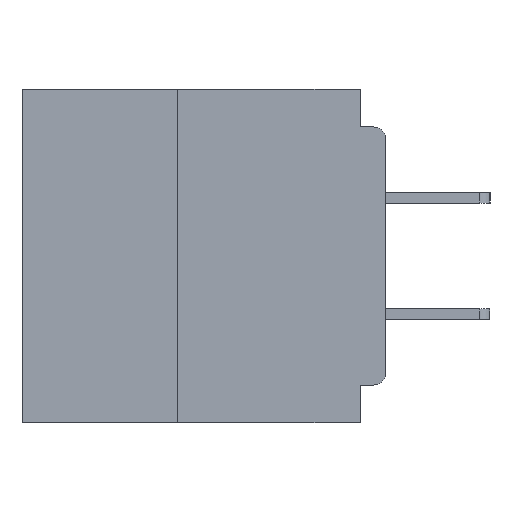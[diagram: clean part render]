
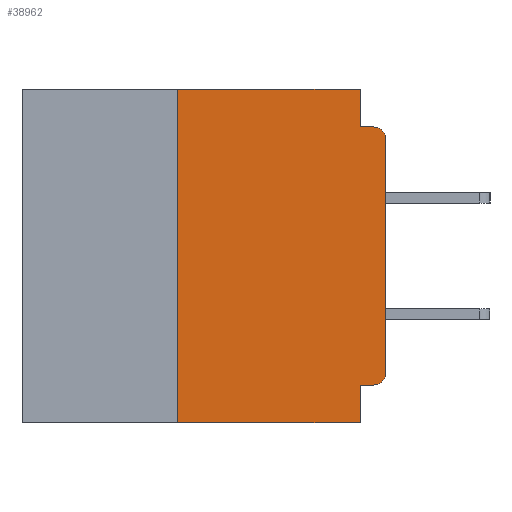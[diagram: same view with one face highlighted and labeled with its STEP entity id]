
A CAD part, left-side view. The second image highlights one B-rep face of the part: STEP entity #38962.
In plain terms, the highlighted planar face has unit normal (-1, 0, 0).
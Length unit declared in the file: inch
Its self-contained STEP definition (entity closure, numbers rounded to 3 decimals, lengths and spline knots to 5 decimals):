
#69 = DIRECTION ( 'NONE',  ( 0., 0., -1. ) ) ;
#1547 = VECTOR ( 'NONE', #41599, 39.37008 ) ;
#1616 = LINE ( 'NONE', #38484, #50079 ) ;
#2222 = ORIENTED_EDGE ( 'NONE', *, *, #16463, .T. ) ;
#2387 = VECTOR ( 'NONE', #25335, 39.37008 ) ;
#3973 = ORIENTED_EDGE ( 'NONE', *, *, #9830, .F. ) ;
#4029 = CIRCLE ( 'NONE', #44215, 0.015 ) ;
#4197 = CARTESIAN_POINT ( 'NONE',  ( 0., 0.031, -0.355 ) ) ;
#4468 = VECTOR ( 'NONE', #69, 39.37008 ) ;
#4749 = VERTEX_POINT ( 'NONE', #49961 ) ;
#4757 = LINE ( 'NONE', #18461, #25865 ) ;
#5916 = EDGE_CURVE ( 'NONE', #16807, #4749, #21413, .T. ) ;
#6287 = DIRECTION ( 'NONE',  ( -1., 0., 0. ) ) ;
#6585 = PLANE ( 'NONE',  #16700 ) ;
#8647 = CARTESIAN_POINT ( 'NONE',  ( 0., 0.437, 0. ) ) ;
#9342 = ORIENTED_EDGE ( 'NONE', *, *, #5916, .F. ) ;
#9830 = EDGE_CURVE ( 'NONE', #27904, #43002, #21646, .T. ) ;
#9925 = DIRECTION ( 'NONE',  ( 0., 0., 1. ) ) ;
#10588 = CARTESIAN_POINT ( 'NONE',  ( 0., 0.437, 0. ) ) ;
#10943 = CARTESIAN_POINT ( 'NONE',  ( 0., 0., -0.34 ) ) ;
#11113 = VECTOR ( 'NONE', #28435, 39.37008 ) ;
#11877 = FACE_OUTER_BOUND ( 'NONE', #17188, .T. ) ;
#12444 = EDGE_CURVE ( 'NONE', #50383, #30320, #4029, .T. ) ;
#14034 = EDGE_CURVE ( 'NONE', #43002, #46099, #34738, .T. ) ;
#14193 = CARTESIAN_POINT ( 'NONE',  ( 0., 0.031, -0.4 ) ) ;
#14607 = DIRECTION ( 'NONE',  ( 1., 0., 0. ) ) ;
#15948 = DIRECTION ( 'NONE',  ( -1., 0., 0. ) ) ;
#16445 = LINE ( 'NONE', #45285, #46322 ) ;
#16463 = EDGE_CURVE ( 'NONE', #22953, #4749, #4757, .T. ) ;
#16700 = AXIS2_PLACEMENT_3D ( 'NONE', #10588, #14607, #41988 ) ;
#16807 = VERTEX_POINT ( 'NONE', #4197 ) ;
#17188 = EDGE_LOOP ( 'NONE', ( #45543, #29340, #49860, #45467, #3973, #43235, #2222, #9342, #28705, #46948 ) ) ;
#18231 = EDGE_CURVE ( 'NONE', #33372, #47412, #33626, .T. ) ;
#18461 = CARTESIAN_POINT ( 'NONE',  ( 0., 0.437, -0.4 ) ) ;
#21413 = LINE ( 'NONE', #14193, #1547 ) ;
#21646 = LINE ( 'NONE', #8647, #11113 ) ;
#22953 = VERTEX_POINT ( 'NONE', #42980 ) ;
#23865 = CARTESIAN_POINT ( 'NONE',  ( 0., 0.031, 0. ) ) ;
#24445 = CARTESIAN_POINT ( 'NONE',  ( 0., 0.25, 0. ) ) ;
#25335 = DIRECTION ( 'NONE',  ( 0., 0., 1. ) ) ;
#25865 = VECTOR ( 'NONE', #41852, 39.37008 ) ;
#27904 = VERTEX_POINT ( 'NONE', #24445 ) ;
#28340 = EDGE_CURVE ( 'NONE', #30320, #33372, #33940, .T. ) ;
#28435 = DIRECTION ( 'NONE',  ( 0., -1., 0. ) ) ;
#28705 = ORIENTED_EDGE ( 'NONE', *, *, #45359, .F. ) ;
#29340 = ORIENTED_EDGE ( 'NONE', *, *, #18231, .T. ) ;
#30004 = CARTESIAN_POINT ( 'NONE',  ( 0., 0.015, -0.06 ) ) ;
#30320 = VERTEX_POINT ( 'NONE', #10943 ) ;
#30516 = CARTESIAN_POINT ( 'NONE',  ( 0., 0.031, -0.045 ) ) ;
#30664 = CARTESIAN_POINT ( 'NONE',  ( 0., 0., -0.06 ) ) ;
#31335 = AXIS2_PLACEMENT_3D ( 'NONE', #30004, #6287, #33921 ) ;
#33372 = VERTEX_POINT ( 'NONE', #30664 ) ;
#33626 = CIRCLE ( 'NONE', #31335, 0.015 ) ;
#33921 = DIRECTION ( 'NONE',  ( 0., 0., -1. ) ) ;
#33940 = LINE ( 'NONE', #44391, #2387 ) ;
#34738 = LINE ( 'NONE', #23865, #4468 ) ;
#38484 = CARTESIAN_POINT ( 'NONE',  ( 0., 0., -0.045 ) ) ;
#38962 = ADVANCED_FACE ( 'NONE', ( #11877 ), #6585, .F. ) ;
#39383 = CARTESIAN_POINT ( 'NONE',  ( 0., 0.015, -0.045 ) ) ;
#39389 = CARTESIAN_POINT ( 'NONE',  ( 0., 0.015, -0.34 ) ) ;
#39410 = CARTESIAN_POINT ( 'NONE',  ( 0., 0.015, -0.355 ) ) ;
#41599 = DIRECTION ( 'NONE',  ( 0., 0., -1. ) ) ;
#41852 = DIRECTION ( 'NONE',  ( 0., -1., 0. ) ) ;
#41988 = DIRECTION ( 'NONE',  ( 0., 0., -1. ) ) ;
#42192 = DIRECTION ( 'NONE',  ( 0., -1., 0. ) ) ;
#42490 = CARTESIAN_POINT ( 'NONE',  ( 0., 0.031, 0. ) ) ;
#42980 = CARTESIAN_POINT ( 'NONE',  ( 0., 0.25, -0.4 ) ) ;
#43002 = VERTEX_POINT ( 'NONE', #42490 ) ;
#43235 = ORIENTED_EDGE ( 'NONE', *, *, #44600, .F. ) ;
#43281 = DIRECTION ( 'NONE',  ( 0., 0., -1. ) ) ;
#44021 = VECTOR ( 'NONE', #9925, 39.37008 ) ;
#44215 = AXIS2_PLACEMENT_3D ( 'NONE', #39389, #15948, #43281 ) ;
#44391 = CARTESIAN_POINT ( 'NONE',  ( 0., 0., 0. ) ) ;
#44600 = EDGE_CURVE ( 'NONE', #22953, #27904, #45201, .T. ) ;
#45039 = CARTESIAN_POINT ( 'NONE',  ( 0., 0.25, -0.4 ) ) ;
#45201 = LINE ( 'NONE', #45039, #44021 ) ;
#45285 = CARTESIAN_POINT ( 'NONE',  ( 0., 0., -0.355 ) ) ;
#45359 = EDGE_CURVE ( 'NONE', #50383, #16807, #16445, .T. ) ;
#45467 = ORIENTED_EDGE ( 'NONE', *, *, #14034, .F. ) ;
#45543 = ORIENTED_EDGE ( 'NONE', *, *, #28340, .T. ) ;
#46099 = VERTEX_POINT ( 'NONE', #30516 ) ;
#46322 = VECTOR ( 'NONE', #49175, 39.37008 ) ;
#46948 = ORIENTED_EDGE ( 'NONE', *, *, #12444, .T. ) ;
#47412 = VERTEX_POINT ( 'NONE', #39383 ) ;
#47937 = EDGE_CURVE ( 'NONE', #46099, #47412, #1616, .T. ) ;
#49175 = DIRECTION ( 'NONE',  ( 0., 1., 0. ) ) ;
#49860 = ORIENTED_EDGE ( 'NONE', *, *, #47937, .F. ) ;
#49961 = CARTESIAN_POINT ( 'NONE',  ( 0., 0.031, -0.4 ) ) ;
#50079 = VECTOR ( 'NONE', #42192, 39.37008 ) ;
#50383 = VERTEX_POINT ( 'NONE', #39410 ) ;
